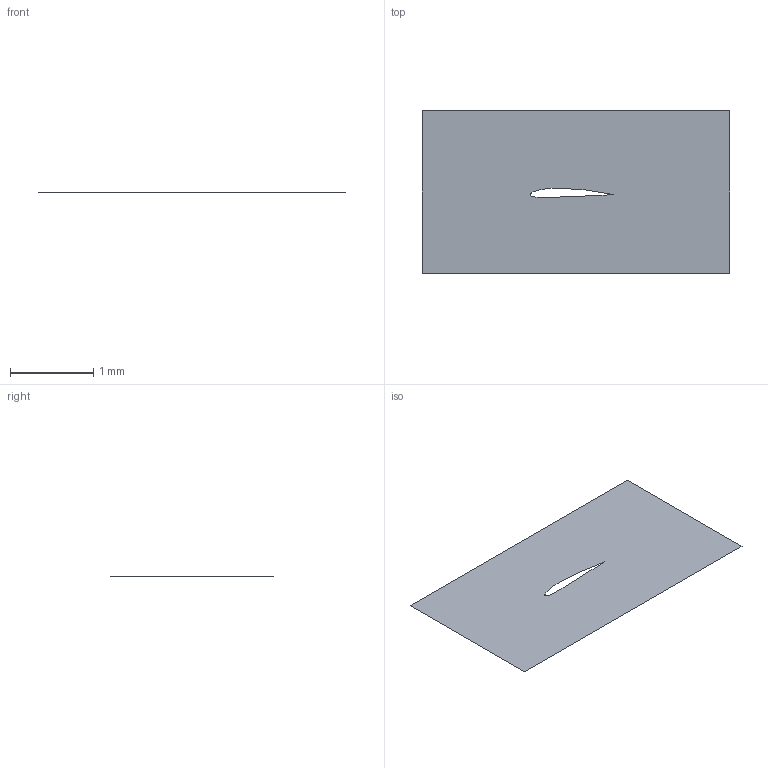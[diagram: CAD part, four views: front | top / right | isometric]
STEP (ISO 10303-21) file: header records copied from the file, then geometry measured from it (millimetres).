
FILE_DESCRIPTION (( 'STEP AP214' ), '1' );
FILE_NAME ('naca 2.5411.STEP', '2022-06-26T16:35:50', ( '' ), ( '' ), 'SwSTEP 2.0', 'SolidWorks 2016', '' );
FILE_SCHEMA (( 'AUTOMOTIVE_DESIGN' ));
Length unit declared in the file: millimetre
Products named in the file (1): naca 2.5411
Bounding box: 3.7 x 1.95 x 0 mm (x, y, z)
Surface area: 7.1 mm2 (no closed solid volume)
Topology: 0 solids, 1 shells, 1 faces, 6 edges, 6 vertices
Faces by surface type: plane 1
Entity records: 150 total; most frequent: CARTESIAN_POINT 79, DIRECTION 8, VERTEX_POINT 6, EDGE_CURVE 6, ORIENTED_EDGE 6, LINE 4, VECTOR 4, UNCERTAINTY_MEASURE_WITH_UNIT 2
